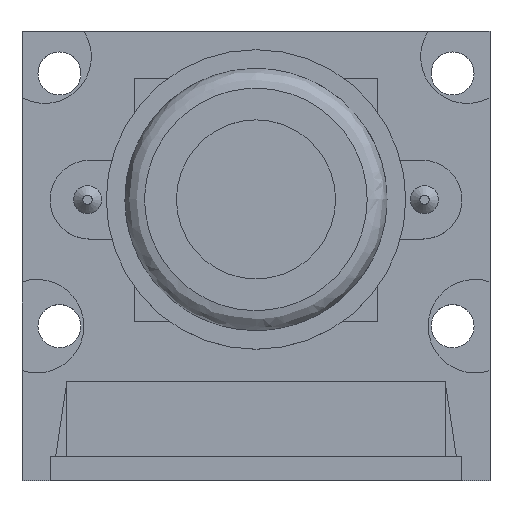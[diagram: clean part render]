
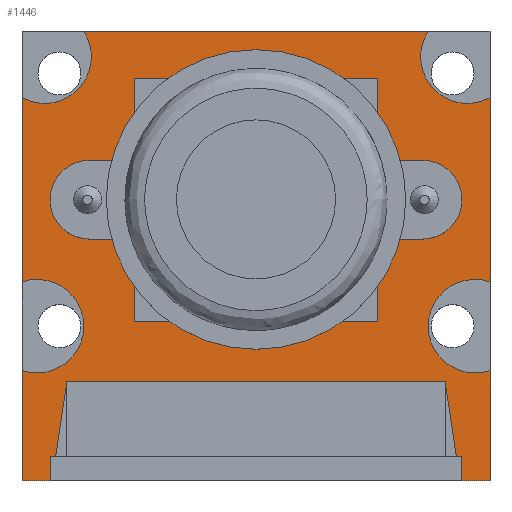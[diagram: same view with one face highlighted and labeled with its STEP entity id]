
A CAD part, top view. The second image highlights one B-rep face of the part: STEP entity #1446.
In plain terms, the highlighted planar face has unit normal (0, 0, 1).
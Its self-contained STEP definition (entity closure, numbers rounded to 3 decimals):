
#72=CIRCLE('',#1553,6.9);
#74=CIRCLE('',#1555,6.9);
#76=CIRCLE('',#1557,6.9);
#78=CIRCLE('',#1559,6.9);
#80=CIRCLE('',#1561,6.9);
#82=CIRCLE('',#1563,6.9);
#86=CIRCLE('',#1582,2.1);
#87=CIRCLE('',#1585,2.1);
#88=CIRCLE('',#1591,2.5);
#91=CIRCLE('',#1596,2.5);
#94=CIRCLE('',#1601,2.5);
#97=CIRCLE('',#1606,2.5);
#147=FACE_BOUND('',#324,.T.);
#226=FACE_OUTER_BOUND('',#323,.T.);
#323=EDGE_LOOP('',(#1230,#1231,#1232,#1233,#1234,#1235,#1236,#1237,#1238,
#1239));
#324=EDGE_LOOP('',(#1240,#1241,#1242,#1243,#1244,#1245,#1246,#1247,#1248,
#1249,#1250,#1251,#1252,#1253,#1254,#1255,#1256,#1257,#1258,#1259));
#402=LINE('',#2531,#533);
#403=LINE('',#2534,#534);
#406=LINE('',#2539,#537);
#410=LINE('',#2546,#541);
#411=LINE('',#2549,#542);
#414=LINE('',#2555,#545);
#418=LINE('',#2561,#549);
#426=LINE('',#2585,#557);
#428=LINE('',#2591,#559);
#429=LINE('',#2593,#560);
#430=LINE('',#2595,#561);
#431=LINE('',#2597,#562);
#449=LINE('',#2660,#580);
#454=LINE('',#2678,#585);
#455=LINE('',#2680,#586);
#459=LINE('',#2688,#590);
#461=LINE('',#2691,#592);
#463=LINE('',#2693,#594);
#533=VECTOR('',#1829,10.);
#534=VECTOR('',#1832,10.);
#537=VECTOR('',#1837,10.);
#541=VECTOR('',#1843,10.);
#542=VECTOR('',#1846,10.);
#545=VECTOR('',#1851,10.);
#549=VECTOR('',#1857,10.);
#557=VECTOR('',#1887,10.);
#559=VECTOR('',#1895,10.);
#560=VECTOR('',#1898,10.);
#561=VECTOR('',#1901,10.);
#562=VECTOR('',#1904,10.);
#580=VECTOR('',#1964,10.);
#585=VECTOR('',#1987,10.);
#586=VECTOR('',#1988,10.);
#590=VECTOR('',#1994,10.);
#592=VECTOR('',#1998,10.);
#594=VECTOR('',#2000,10.);
#651=VERTEX_POINT('',#2478);
#652=VERTEX_POINT('',#2480);
#655=VERTEX_POINT('',#2486);
#656=VERTEX_POINT('',#2488);
#659=VERTEX_POINT('',#2494);
#660=VERTEX_POINT('',#2496);
#663=VERTEX_POINT('',#2502);
#664=VERTEX_POINT('',#2504);
#667=VERTEX_POINT('',#2510);
#668=VERTEX_POINT('',#2512);
#671=VERTEX_POINT('',#2518);
#672=VERTEX_POINT('',#2520);
#675=VERTEX_POINT('',#2529);
#676=VERTEX_POINT('',#2533);
#679=VERTEX_POINT('',#2544);
#680=VERTEX_POINT('',#2548);
#682=VERTEX_POINT('',#2554);
#687=VERTEX_POINT('',#2579);
#688=VERTEX_POINT('',#2581);
#689=VERTEX_POINT('',#2589);
#690=VERTEX_POINT('',#2599);
#691=VERTEX_POINT('',#2600);
#696=VERTEX_POINT('',#2614);
#697=VERTEX_POINT('',#2615);
#701=VERTEX_POINT('',#2627);
#702=VERTEX_POINT('',#2628);
#707=VERTEX_POINT('',#2642);
#708=VERTEX_POINT('',#2643);
#718=VERTEX_POINT('',#2679);
#721=VERTEX_POINT('',#2687);
#800=EDGE_CURVE('',#652,#651,#72,.T.);
#804=EDGE_CURVE('',#656,#655,#74,.T.);
#808=EDGE_CURVE('',#660,#659,#76,.T.);
#812=EDGE_CURVE('',#664,#663,#78,.T.);
#816=EDGE_CURVE('',#668,#667,#80,.T.);
#820=EDGE_CURVE('',#672,#671,#82,.T.);
#825=EDGE_CURVE('',#655,#675,#402,.T.);
#826=EDGE_CURVE('',#676,#656,#403,.T.);
#829=EDGE_CURVE('',#675,#652,#406,.T.);
#833=EDGE_CURVE('',#651,#679,#410,.T.);
#834=EDGE_CURVE('',#680,#672,#411,.T.);
#837=EDGE_CURVE('',#682,#668,#414,.T.);
#841=EDGE_CURVE('',#671,#682,#418,.T.);
#850=EDGE_CURVE('',#688,#687,#86,.T.);
#852=EDGE_CURVE('',#663,#688,#426,.T.);
#853=EDGE_CURVE('',#679,#680,#87,.T.);
#855=EDGE_CURVE('',#667,#689,#428,.T.);
#856=EDGE_CURVE('',#689,#664,#429,.T.);
#857=EDGE_CURVE('',#687,#660,#430,.T.);
#858=EDGE_CURVE('',#659,#676,#431,.T.);
#859=EDGE_CURVE('',#690,#691,#88,.T.);
#866=EDGE_CURVE('',#696,#697,#91,.T.);
#872=EDGE_CURVE('',#701,#702,#94,.T.);
#879=EDGE_CURVE('',#707,#708,#97,.T.);
#888=EDGE_CURVE('',#691,#701,#449,.T.);
#897=EDGE_CURVE('',#708,#690,#454,.T.);
#898=EDGE_CURVE('',#718,#707,#455,.T.);
#902=EDGE_CURVE('',#721,#718,#459,.T.);
#904=EDGE_CURVE('',#702,#696,#461,.T.);
#906=EDGE_CURVE('',#697,#721,#463,.T.);
#1230=ORIENTED_EDGE('',*,*,#859,.T.);
#1231=ORIENTED_EDGE('',*,*,#888,.T.);
#1232=ORIENTED_EDGE('',*,*,#872,.T.);
#1233=ORIENTED_EDGE('',*,*,#904,.T.);
#1234=ORIENTED_EDGE('',*,*,#866,.T.);
#1235=ORIENTED_EDGE('',*,*,#906,.T.);
#1236=ORIENTED_EDGE('',*,*,#902,.T.);
#1237=ORIENTED_EDGE('',*,*,#898,.T.);
#1238=ORIENTED_EDGE('',*,*,#879,.T.);
#1239=ORIENTED_EDGE('',*,*,#897,.T.);
#1240=ORIENTED_EDGE('',*,*,#808,.T.);
#1241=ORIENTED_EDGE('',*,*,#858,.T.);
#1242=ORIENTED_EDGE('',*,*,#826,.T.);
#1243=ORIENTED_EDGE('',*,*,#804,.T.);
#1244=ORIENTED_EDGE('',*,*,#825,.T.);
#1245=ORIENTED_EDGE('',*,*,#829,.T.);
#1246=ORIENTED_EDGE('',*,*,#800,.T.);
#1247=ORIENTED_EDGE('',*,*,#833,.T.);
#1248=ORIENTED_EDGE('',*,*,#853,.T.);
#1249=ORIENTED_EDGE('',*,*,#834,.T.);
#1250=ORIENTED_EDGE('',*,*,#820,.T.);
#1251=ORIENTED_EDGE('',*,*,#841,.T.);
#1252=ORIENTED_EDGE('',*,*,#837,.T.);
#1253=ORIENTED_EDGE('',*,*,#816,.T.);
#1254=ORIENTED_EDGE('',*,*,#855,.T.);
#1255=ORIENTED_EDGE('',*,*,#856,.T.);
#1256=ORIENTED_EDGE('',*,*,#812,.T.);
#1257=ORIENTED_EDGE('',*,*,#852,.T.);
#1258=ORIENTED_EDGE('',*,*,#850,.T.);
#1259=ORIENTED_EDGE('',*,*,#857,.T.);
#1364=PLANE('',#1622);
#1446=ADVANCED_FACE('',(#226,#147),#1364,.T.);
#1553=AXIS2_PLACEMENT_3D('',#2481,#1788,#1789);
#1555=AXIS2_PLACEMENT_3D('',#2489,#1794,#1795);
#1557=AXIS2_PLACEMENT_3D('',#2497,#1800,#1801);
#1559=AXIS2_PLACEMENT_3D('',#2505,#1806,#1807);
#1561=AXIS2_PLACEMENT_3D('',#2513,#1812,#1813);
#1563=AXIS2_PLACEMENT_3D('',#2521,#1818,#1819);
#1582=AXIS2_PLACEMENT_3D('',#2582,#1882,#1883);
#1585=AXIS2_PLACEMENT_3D('',#2587,#1890,#1891);
#1591=AXIS2_PLACEMENT_3D('',#2601,#1907,#1908);
#1596=AXIS2_PLACEMENT_3D('',#2616,#1921,#1922);
#1601=AXIS2_PLACEMENT_3D('',#2629,#1934,#1935);
#1606=AXIS2_PLACEMENT_3D('',#2644,#1948,#1949);
#1622=AXIS2_PLACEMENT_3D('',#2694,#2001,#2002);
#1788=DIRECTION('center_axis',(0.,0.,-1.));
#1789=DIRECTION('ref_axis',(-1.,0.,0.));
#1794=DIRECTION('center_axis',(0.,0.,-1.));
#1795=DIRECTION('ref_axis',(-1.,0.,0.));
#1800=DIRECTION('center_axis',(0.,0.,-1.));
#1801=DIRECTION('ref_axis',(-1.,0.,0.));
#1806=DIRECTION('center_axis',(0.,0.,-1.));
#1807=DIRECTION('ref_axis',(-1.,0.,0.));
#1812=DIRECTION('center_axis',(0.,0.,-1.));
#1813=DIRECTION('ref_axis',(-1.,0.,0.));
#1818=DIRECTION('center_axis',(0.,0.,-1.));
#1819=DIRECTION('ref_axis',(-1.,0.,0.));
#1829=DIRECTION('',(1.,0.,0.));
#1832=DIRECTION('',(1.,0.,0.));
#1837=DIRECTION('',(0.,-1.,0.));
#1843=DIRECTION('',(1.,0.,0.));
#1846=DIRECTION('',(-1.,0.,0.));
#1851=DIRECTION('',(-1.,0.,0.));
#1857=DIRECTION('',(0.,-1.,0.));
#1882=DIRECTION('center_axis',(0.,0.,-1.));
#1883=DIRECTION('ref_axis',(-0.707,-0.707,0.));
#1887=DIRECTION('',(-1.,0.,0.));
#1890=DIRECTION('center_axis',(0.,0.,-1.));
#1891=DIRECTION('ref_axis',(0.707,-0.707,0.));
#1895=DIRECTION('',(-1.,0.,0.));
#1898=DIRECTION('',(0.,1.,0.));
#1901=DIRECTION('',(1.,0.,0.));
#1904=DIRECTION('',(0.,1.,0.));
#1907=DIRECTION('center_axis',(0.,0.,-1.));
#1908=DIRECTION('ref_axis',(-1.,0.,0.));
#1921=DIRECTION('center_axis',(0.,0.,-1.));
#1922=DIRECTION('ref_axis',(-1.,0.,0.));
#1934=DIRECTION('center_axis',(0.,0.,-1.));
#1935=DIRECTION('ref_axis',(-1.,0.,0.));
#1948=DIRECTION('center_axis',(0.,0.,-1.));
#1949=DIRECTION('ref_axis',(-1.,0.,0.));
#1964=DIRECTION('',(-1.,0.,0.));
#1987=DIRECTION('',(0.,1.,0.));
#1988=DIRECTION('',(0.,1.,0.));
#1994=DIRECTION('',(1.,0.,0.));
#1998=DIRECTION('',(0.,-1.,0.));
#2000=DIRECTION('',(0.,-1.,0.));
#2001=DIRECTION('center_axis',(0.,0.,1.));
#2002=DIRECTION('ref_axis',(1.,0.,0.));
#2478=CARTESIAN_POINT('',(6.573,5.1,1.));
#2480=CARTESIAN_POINT('',(6.5,5.315,1.));
#2481=CARTESIAN_POINT('Origin',(0.,3.,1.));
#2486=CARTESIAN_POINT('',(2.315,9.5,1.));
#2488=CARTESIAN_POINT('',(-2.315,9.5,1.));
#2489=CARTESIAN_POINT('Origin',(0.,3.,1.));
#2494=CARTESIAN_POINT('',(-6.5,5.315,1.));
#2496=CARTESIAN_POINT('',(-6.573,5.1,1.));
#2497=CARTESIAN_POINT('Origin',(0.,3.,1.));
#2502=CARTESIAN_POINT('',(-6.573,0.9,1.));
#2504=CARTESIAN_POINT('',(-6.5,0.685,1.));
#2505=CARTESIAN_POINT('Origin',(0.,3.,1.));
#2510=CARTESIAN_POINT('',(-2.315,-3.5,1.));
#2512=CARTESIAN_POINT('',(2.315,-3.5,1.));
#2513=CARTESIAN_POINT('Origin',(0.,3.,1.));
#2518=CARTESIAN_POINT('',(6.5,0.685,1.));
#2520=CARTESIAN_POINT('',(6.573,0.9,1.));
#2521=CARTESIAN_POINT('Origin',(0.,3.,1.));
#2529=CARTESIAN_POINT('',(6.5,9.5,1.));
#2531=CARTESIAN_POINT('',(3.25,9.5,1.));
#2533=CARTESIAN_POINT('',(-6.5,9.5,1.));
#2534=CARTESIAN_POINT('',(3.25,9.5,1.));
#2539=CARTESIAN_POINT('',(6.5,2.55,1.));
#2544=CARTESIAN_POINT('',(8.9,5.1,1.));
#2546=CARTESIAN_POINT('',(5.5,5.1,1.));
#2548=CARTESIAN_POINT('',(8.9,0.9,1.));
#2549=CARTESIAN_POINT('',(3.25,0.9,1.));
#2554=CARTESIAN_POINT('',(6.5,-3.5,1.));
#2555=CARTESIAN_POINT('',(-3.25,-3.5,1.));
#2561=CARTESIAN_POINT('',(6.5,-1.75,1.));
#2579=CARTESIAN_POINT('',(-8.9,5.1,1.));
#2581=CARTESIAN_POINT('',(-8.9,0.9,1.));
#2582=CARTESIAN_POINT('Origin',(-8.9,3.,1.));
#2585=CARTESIAN_POINT('',(-5.5,0.9,1.));
#2587=CARTESIAN_POINT('Origin',(8.9,3.,1.));
#2589=CARTESIAN_POINT('',(-6.5,-3.5,1.));
#2591=CARTESIAN_POINT('',(-3.25,-3.5,1.));
#2593=CARTESIAN_POINT('',(-6.5,0.45,1.));
#2595=CARTESIAN_POINT('',(-3.25,5.1,1.));
#2597=CARTESIAN_POINT('',(-6.5,4.75,1.));
#2599=CARTESIAN_POINT('',(12.5,8.455,1.));
#2600=CARTESIAN_POINT('',(9.195,12.,1.));
#2601=CARTESIAN_POINT('Origin',(11.297,10.647,1.));
#2614=CARTESIAN_POINT('',(-12.5,-1.381,1.));
#2615=CARTESIAN_POINT('',(-12.5,-6.119,1.));
#2616=CARTESIAN_POINT('Origin',(-11.7,-3.75,1.));
#2627=CARTESIAN_POINT('',(-9.195,12.,1.));
#2628=CARTESIAN_POINT('',(-12.5,8.455,1.));
#2629=CARTESIAN_POINT('Origin',(-11.297,10.647,1.));
#2642=CARTESIAN_POINT('',(12.5,-6.119,1.));
#2643=CARTESIAN_POINT('',(12.5,-1.381,1.));
#2644=CARTESIAN_POINT('Origin',(11.7,-3.75,1.));
#2660=CARTESIAN_POINT('',(-12.5,12.,1.));
#2678=CARTESIAN_POINT('',(12.5,12.,1.));
#2679=CARTESIAN_POINT('',(12.5,-12.,1.));
#2680=CARTESIAN_POINT('',(12.5,12.,1.));
#2687=CARTESIAN_POINT('',(-12.5,-12.,1.));
#2688=CARTESIAN_POINT('',(12.5,-12.,1.));
#2691=CARTESIAN_POINT('',(-12.5,-12.,1.));
#2693=CARTESIAN_POINT('',(-12.5,-12.,1.));
#2694=CARTESIAN_POINT('Origin',(0.,0.,1.));
